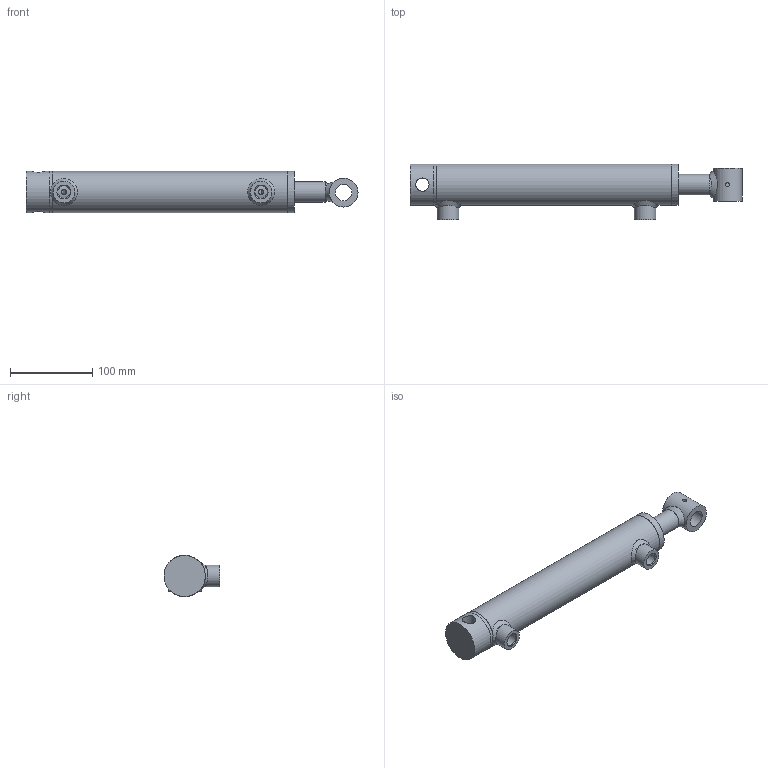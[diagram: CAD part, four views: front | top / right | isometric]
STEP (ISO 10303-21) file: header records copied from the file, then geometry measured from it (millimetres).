
FILE_DESCRIPTION(/* description */ (''),/* implementation_level */ '2;1');
FILE_NAME(/* name */ 'CY0400250200B20G20-1.stp',/* time_stamp */ '2022-06-28T14:29:16+02:00',/* author */ ('msn'),/* organization */ (''),/* preprocessor_version */ 'ST-DEVELOPER v19',/* originating_system */ 'Autodesk Inventor 2023',/* authorisation */ '');
FILE_SCHEMA (('AUTOMOTIVE_DESIGN { 1 0 10303 214 3 1 1 }'));
Length unit declared in the file: millimetre
Products named in the file (9): CY0400250200B20G20-1; CY0400250200B20G20-1_1; NBBSF20035040; NBFF04005016; NBPF00401615; NBT005004025; Rør Ø50; stok; NBBORSG3-8''
Assembly tree (7 placements, depth 2):
  CY0400250200B20G20-1
    CY0400250200B20G20-1_1
    NBBSF20035040
    NBFF04005016
    NBPF00401615
    NBT005004025
    Rør Ø50
    stok
  NBBORSG3-8''
Bounding box: 402.5 x 67.82 x 50 mm (x, y, z)
Volume: 505966.3 mm3; surface area: 161479.5 mm2
Topology: 11 solids, 11 shells, 101 faces, 211 edges, 144 vertices
Faces by surface type: cylinder 47, plane 36, cone 15, bspline 3
Full cylindrical faces by diameter (mm): 4.917 x1, 6 x2, 14.376 x1, 14.95 x2, 16 x1, 16.2 x1, 17 x3, 19 x1, 20.25 x1, 25 x5, 26 x4, 28 x1, 29 x1, 30 x2, 35 x2, 36 x2, 40 x7, 44 x2, 45 x1, 50 x4
Entity records: 4560 total; most frequent: CARTESIAN_POINT 2078, DIRECTION 482, ORIENTED_EDGE 404, AXIS2_PLACEMENT_3D 210, EDGE_CURVE 202, VERTEX_POINT 138, EDGE_LOOP 134, CIRCLE 99
